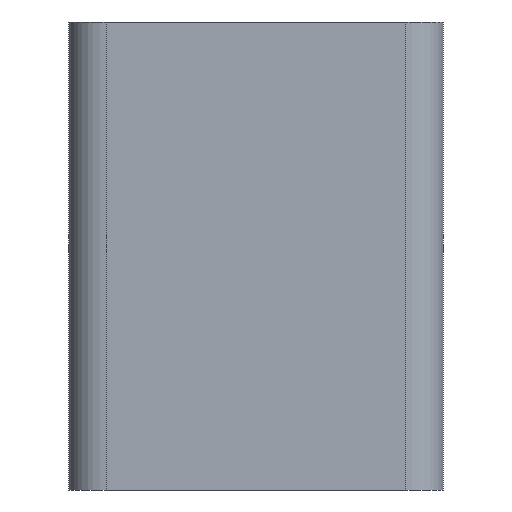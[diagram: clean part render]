
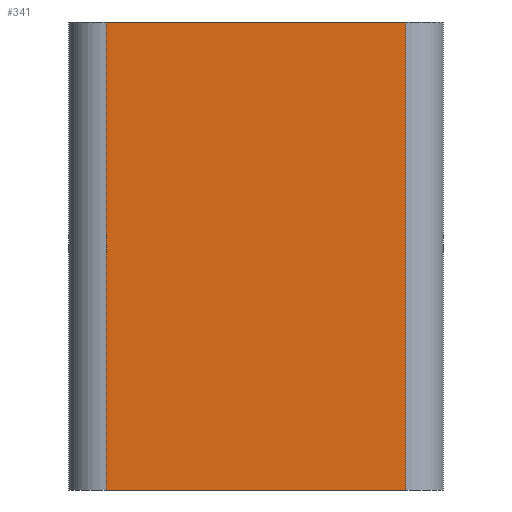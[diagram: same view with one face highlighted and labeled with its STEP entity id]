
A CAD part, front view. The second image highlights one B-rep face of the part: STEP entity #341.
In plain terms, the highlighted planar face has unit normal (0, -1, 0).
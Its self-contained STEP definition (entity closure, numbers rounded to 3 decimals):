
#55 = VERTEX_POINT ( 'NONE', #545 ) ;
#66 = CARTESIAN_POINT ( 'NONE',  ( -16., -8., 25. ) ) ;
#98 = CARTESIAN_POINT ( 'NONE',  ( -16., -8., -25. ) ) ;
#195 = CARTESIAN_POINT ( 'NONE',  ( -16., -8., 25. ) ) ;
#216 = EDGE_CURVE ( 'NONE', #55, #1036, #346, .T. ) ;
#226 = ORIENTED_EDGE ( 'NONE', *, *, #839, .F. ) ;
#248 = CARTESIAN_POINT ( 'NONE',  ( -16., -8., 25. ) ) ;
#310 = EDGE_LOOP ( 'NONE', ( #406, #735, #226, #372 ) ) ;
#341 = ADVANCED_FACE ( 'NONE', ( #1016 ), #934, .F. ) ;
#346 = LINE ( 'NONE', #1008, #971 ) ;
#370 = DIRECTION ( 'NONE',  ( 0., 0., -1. ) ) ;
#371 = DIRECTION ( 'NONE',  ( -1., 0., 0. ) ) ;
#372 = ORIENTED_EDGE ( 'NONE', *, *, #723, .T. ) ;
#394 = LINE ( 'NONE', #921, #823 ) ;
#406 = ORIENTED_EDGE ( 'NONE', *, *, #876, .T. ) ;
#442 = DIRECTION ( 'NONE',  ( 0., 1., 0. ) ) ;
#452 = CARTESIAN_POINT ( 'NONE',  ( -16., -8., 25. ) ) ;
#499 = AXIS2_PLACEMENT_3D ( 'NONE', #195, #442, #371 ) ;
#545 = CARTESIAN_POINT ( 'NONE',  ( 16., -8., 25. ) ) ;
#563 = VERTEX_POINT ( 'NONE', #98 ) ;
#588 = DIRECTION ( 'NONE',  ( 0., 0., -1. ) ) ;
#607 = CARTESIAN_POINT ( 'NONE',  ( 16., -8., -25. ) ) ;
#723 = EDGE_CURVE ( 'NONE', #871, #563, #861, .T. ) ;
#735 = ORIENTED_EDGE ( 'NONE', *, *, #216, .F. ) ;
#742 = LINE ( 'NONE', #248, #1003 ) ;
#747 = DIRECTION ( 'NONE',  ( 1., 0., 0. ) ) ;
#823 = VECTOR ( 'NONE', #747, 1000. ) ;
#839 = EDGE_CURVE ( 'NONE', #871, #55, #742, .T. ) ;
#861 = LINE ( 'NONE', #452, #947 ) ;
#871 = VERTEX_POINT ( 'NONE', #66 ) ;
#876 = EDGE_CURVE ( 'NONE', #563, #1036, #394, .T. ) ;
#905 = DIRECTION ( 'NONE',  ( 1., 0., 0. ) ) ;
#921 = CARTESIAN_POINT ( 'NONE',  ( -16., -8., -25. ) ) ;
#934 = PLANE ( 'NONE',  #499 ) ;
#947 = VECTOR ( 'NONE', #370, 1000. ) ;
#971 = VECTOR ( 'NONE', #588, 1000. ) ;
#1003 = VECTOR ( 'NONE', #905, 1000. ) ;
#1008 = CARTESIAN_POINT ( 'NONE',  ( 16., -8., 25. ) ) ;
#1016 = FACE_OUTER_BOUND ( 'NONE', #310, .T. ) ;
#1036 = VERTEX_POINT ( 'NONE', #607 ) ;
